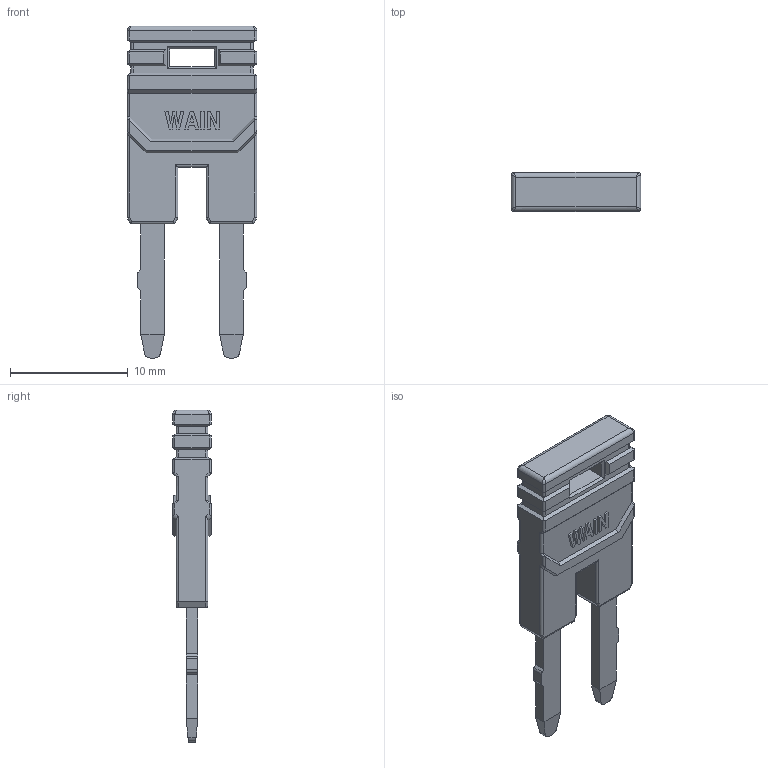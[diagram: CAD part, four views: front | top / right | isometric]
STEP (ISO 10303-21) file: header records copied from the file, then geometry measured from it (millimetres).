
FILE_DESCRIPTION((''),'2;1');
FILE_NAME('HEB_P-1T2','2021-10-26T10:57:48',('xl.su'),(''),'CREO PARAMETRIC BY PTC INC, 2017110','CREO PARAMETRIC BY PTC INC, 2017110','');
FILE_SCHEMA(('CONFIG_CONTROL_DESIGN'));
Length unit declared in the file: inch
Products named in the file (1): HEB_P-1T2
Bounding box: 11 x 3.3 x 28.2 mm (x, y, z)
Volume: 521.5 mm3; surface area: 702.4 mm2
Topology: 1 solids, 1 shells, 276 faces, 714 edges, 452 vertices
Faces by surface type: plane 198, cylinder 74, bspline 4
Entity records: 8686 total; most frequent: CARTESIAN_POINT 2194, ORIENTED_EDGE 1428, DIRECTION 1146, EDGE_CURVE 714, VECTOR 578, LINE 578, VERTEX_POINT 452, EDGE_LOOP 290
